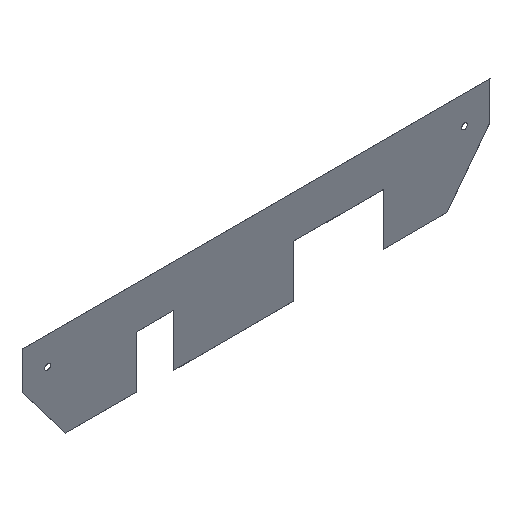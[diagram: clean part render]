
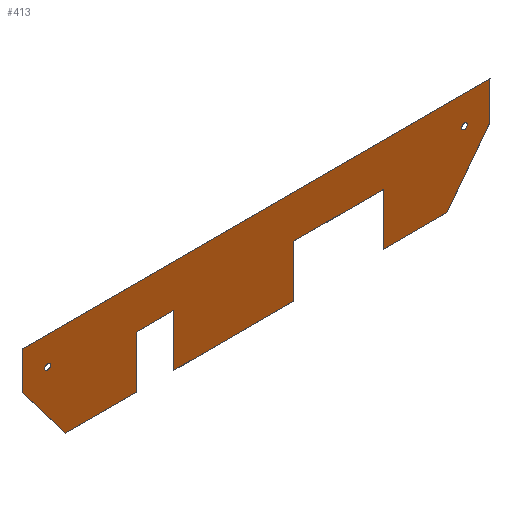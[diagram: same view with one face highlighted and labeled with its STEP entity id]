
A CAD part, isometric view. The second image highlights one B-rep face of the part: STEP entity #413.
In plain terms, the highlighted planar face has unit normal (0, -1, 0).
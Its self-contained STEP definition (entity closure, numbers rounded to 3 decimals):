
#73=CIRCLE('',#442,3.);
#75=CIRCLE('',#446,3.);
#154=ORIENTED_EDGE('',*,*,#170,.T.);
#155=ORIENTED_EDGE('',*,*,#174,.T.);
#156=ORIENTED_EDGE('',*,*,#177,.T.);
#157=ORIENTED_EDGE('',*,*,#180,.T.);
#158=ORIENTED_EDGE('',*,*,#183,.T.);
#159=ORIENTED_EDGE('',*,*,#186,.T.);
#160=ORIENTED_EDGE('',*,*,#189,.T.);
#161=ORIENTED_EDGE('',*,*,#192,.T.);
#162=ORIENTED_EDGE('',*,*,#195,.T.);
#163=ORIENTED_EDGE('',*,*,#198,.T.);
#164=ORIENTED_EDGE('',*,*,#201,.T.);
#165=ORIENTED_EDGE('',*,*,#204,.T.);
#166=ORIENTED_EDGE('',*,*,#207,.T.);
#167=ORIENTED_EDGE('',*,*,#212,.T.);
#168=ORIENTED_EDGE('',*,*,#211,.T.);
#169=ORIENTED_EDGE('',*,*,#215,.T.);
#170=EDGE_CURVE('',#216,#217,#248,.T.);
#174=EDGE_CURVE('',#217,#220,#252,.T.);
#177=EDGE_CURVE('',#220,#222,#255,.T.);
#180=EDGE_CURVE('',#222,#224,#258,.T.);
#183=EDGE_CURVE('',#224,#226,#261,.T.);
#186=EDGE_CURVE('',#226,#228,#264,.T.);
#189=EDGE_CURVE('',#228,#230,#267,.T.);
#192=EDGE_CURVE('',#230,#232,#270,.T.);
#195=EDGE_CURVE('',#232,#234,#273,.T.);
#198=EDGE_CURVE('',#234,#236,#276,.T.);
#201=EDGE_CURVE('',#236,#238,#279,.T.);
#204=EDGE_CURVE('',#238,#240,#282,.T.);
#207=EDGE_CURVE('',#240,#242,#285,.T.);
#211=EDGE_CURVE('',#245,#245,#73,.T.);
#212=EDGE_CURVE('',#242,#216,#288,.T.);
#215=EDGE_CURVE('',#247,#247,#75,.T.);
#216=VERTEX_POINT('',#588);
#217=VERTEX_POINT('',#589);
#220=VERTEX_POINT('',#597);
#222=VERTEX_POINT('',#603);
#224=VERTEX_POINT('',#609);
#226=VERTEX_POINT('',#615);
#228=VERTEX_POINT('',#621);
#230=VERTEX_POINT('',#627);
#232=VERTEX_POINT('',#633);
#234=VERTEX_POINT('',#639);
#236=VERTEX_POINT('',#645);
#238=VERTEX_POINT('',#651);
#240=VERTEX_POINT('',#657);
#242=VERTEX_POINT('',#663);
#245=VERTEX_POINT('',#671);
#247=VERTEX_POINT('',#679);
#248=LINE('',#587,#290);
#252=LINE('',#596,#294);
#255=LINE('',#602,#297);
#258=LINE('',#608,#300);
#261=LINE('',#614,#303);
#264=LINE('',#620,#306);
#267=LINE('',#626,#309);
#270=LINE('',#632,#312);
#273=LINE('',#638,#315);
#276=LINE('',#644,#318);
#279=LINE('',#650,#321);
#282=LINE('',#656,#324);
#285=LINE('',#662,#327);
#288=LINE('',#673,#330);
#290=VECTOR('',#469,1000.);
#294=VECTOR('',#475,1000.);
#297=VECTOR('',#480,1000.);
#300=VECTOR('',#485,1000.);
#303=VECTOR('',#490,1000.);
#306=VECTOR('',#495,1000.);
#309=VECTOR('',#500,1000.);
#312=VECTOR('',#505,1000.);
#315=VECTOR('',#510,1000.);
#318=VECTOR('',#515,1000.);
#321=VECTOR('',#520,1000.);
#324=VECTOR('',#525,1000.);
#327=VECTOR('',#530,1000.);
#330=VECTOR('',#541,1000.);
#353=EDGE_LOOP('',(#154,#155,#156,#157,#158,#159,#160,#161,#162,#163,#164,
#165,#166,#167));
#354=EDGE_LOOP('',(#168));
#355=EDGE_LOOP('',(#169));
#377=FACE_BOUND('',#353,.T.);
#378=FACE_BOUND('',#354,.T.);
#379=FACE_BOUND('',#355,.T.);
#395=PLANE('',#448);
#413=ADVANCED_FACE('',(#377,#378,#379),#395,.F.);
#442=AXIS2_PLACEMENT_3D('',#670,#537,#538);
#446=AXIS2_PLACEMENT_3D('',#678,#547,#548);
#448=AXIS2_PLACEMENT_3D('',#681,#551,#552);
#469=DIRECTION('',(0.,0.,-1.));
#475=DIRECTION('',(0.605,0.,-0.796));
#480=DIRECTION('',(1.,0.,0.));
#485=DIRECTION('',(0.,0.,1.));
#490=DIRECTION('',(1.,0.,0.));
#495=DIRECTION('',(0.,0.,-1.));
#500=DIRECTION('',(1.,0.,0.));
#505=DIRECTION('',(0.,0.,1.));
#510=DIRECTION('',(1.,0.,0.));
#515=DIRECTION('',(0.,0.,-1.));
#520=DIRECTION('',(1.,0.,0.));
#525=DIRECTION('',(0.605,0.,0.796));
#530=DIRECTION('',(0.,0.,1.));
#537=DIRECTION('',(0.,1.,0.));
#538=DIRECTION('',(-1.,0.,0.));
#541=DIRECTION('',(-1.,0.,0.));
#547=DIRECTION('',(0.,1.,0.));
#548=DIRECTION('',(-1.,0.,0.));
#551=DIRECTION('',(0.,1.,0.));
#552=DIRECTION('',(0.,0.,1.));
#587=CARTESIAN_POINT('',(20.417,453.686,721.849));
#588=CARTESIAN_POINT('',(20.417,453.686,721.849));
#589=CARTESIAN_POINT('',(20.417,453.686,681.849));
#596=CARTESIAN_POINT('',(20.417,453.686,681.849));
#597=CARTESIAN_POINT('',(66.017,453.686,621.849));
#602=CARTESIAN_POINT('',(66.017,453.686,621.849));
#603=CARTESIAN_POINT('',(141.417,453.686,621.849));
#608=CARTESIAN_POINT('',(141.417,453.686,621.849));
#609=CARTESIAN_POINT('',(141.417,453.686,676.849));
#614=CARTESIAN_POINT('',(141.417,453.686,676.849));
#615=CARTESIAN_POINT('',(181.417,453.686,676.849));
#620=CARTESIAN_POINT('',(181.417,453.686,676.849));
#621=CARTESIAN_POINT('',(181.417,453.686,621.849));
#626=CARTESIAN_POINT('',(181.417,453.686,621.849));
#627=CARTESIAN_POINT('',(308.417,453.686,621.849));
#632=CARTESIAN_POINT('',(308.417,453.686,621.849));
#633=CARTESIAN_POINT('',(308.417,453.686,676.849));
#638=CARTESIAN_POINT('',(308.417,453.686,676.849));
#639=CARTESIAN_POINT('',(403.417,453.686,676.849));
#644=CARTESIAN_POINT('',(403.417,453.686,676.849));
#645=CARTESIAN_POINT('',(403.417,453.686,621.849));
#650=CARTESIAN_POINT('',(403.417,453.686,621.849));
#651=CARTESIAN_POINT('',(470.817,453.686,621.849));
#656=CARTESIAN_POINT('',(470.817,453.686,621.849));
#657=CARTESIAN_POINT('',(516.417,453.686,681.849));
#662=CARTESIAN_POINT('',(516.417,453.686,681.849));
#663=CARTESIAN_POINT('',(516.417,453.686,721.849));
#670=CARTESIAN_POINT('',(489.417,453.686,691.849));
#671=CARTESIAN_POINT('',(486.417,453.686,691.849));
#673=CARTESIAN_POINT('',(516.417,453.686,721.849));
#678=CARTESIAN_POINT('',(47.417,453.686,691.849));
#679=CARTESIAN_POINT('',(44.417,453.686,691.849));
#681=CARTESIAN_POINT('',(489.417,453.686,691.849));
